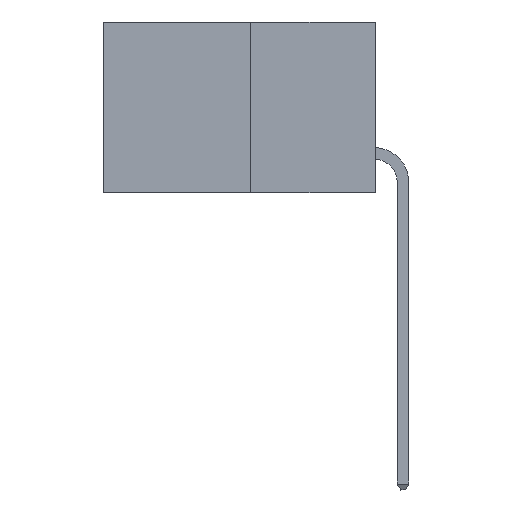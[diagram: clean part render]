
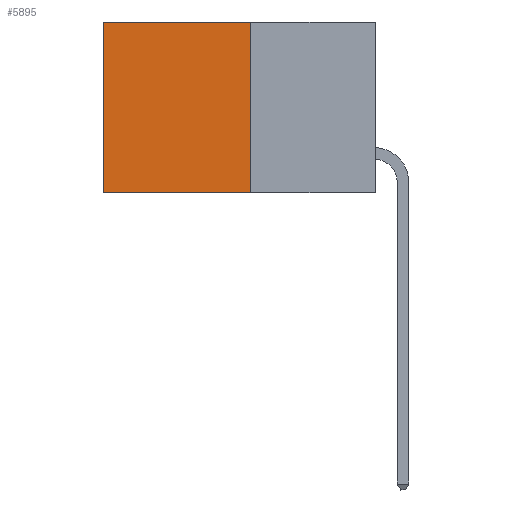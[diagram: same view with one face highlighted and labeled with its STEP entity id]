
A CAD part, left-side view. The second image highlights one B-rep face of the part: STEP entity #5895.
In plain terms, the highlighted planar face has unit normal (-1, 0, 0).
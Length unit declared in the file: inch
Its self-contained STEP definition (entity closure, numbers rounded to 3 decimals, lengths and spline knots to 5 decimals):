
#223 = DIRECTION ( 'NONE',  ( 0., 1., 0. ) ) ;
#266 = VERTEX_POINT ( 'NONE', #6032 ) ;
#316 = PLANE ( 'NONE',  #5424 ) ;
#412 = FACE_OUTER_BOUND ( 'NONE', #422, .T. ) ;
#422 = EDGE_LOOP ( 'NONE', ( #8504, #3152, #8706, #8062 ) ) ;
#579 = CARTESIAN_POINT ( 'NONE',  ( 0.277, 0.27, -0.37 ) ) ;
#1225 = CARTESIAN_POINT ( 'NONE',  ( 0.277, 0.27, -0.37 ) ) ;
#1408 = EDGE_CURVE ( 'NONE', #7470, #3616, #3426, .T. ) ;
#1521 = EDGE_CURVE ( 'NONE', #266, #9112, #2713, .T. ) ;
#1547 = DIRECTION ( 'NONE',  ( 0., 0., -1. ) ) ;
#1964 = DIRECTION ( 'NONE',  ( 1., 0., 0. ) ) ;
#2046 = DIRECTION ( 'NONE',  ( 0., 0., -1. ) ) ;
#2179 = VECTOR ( 'NONE', #223, 39.37008 ) ;
#2406 = LINE ( 'NONE', #4127, #2179 ) ;
#2713 = LINE ( 'NONE', #8866, #6419 ) ;
#3065 = CARTESIAN_POINT ( 'NONE',  ( 0.277, 0.27, -0.37 ) ) ;
#3152 = ORIENTED_EDGE ( 'NONE', *, *, #4161, .F. ) ;
#3158 = CARTESIAN_POINT ( 'NONE',  ( 0.277, 0.27, 0. ) ) ;
#3426 = LINE ( 'NONE', #3065, #8923 ) ;
#3616 = VERTEX_POINT ( 'NONE', #1225 ) ;
#3962 = CARTESIAN_POINT ( 'NONE',  ( 0.277, 0.59, -0.37 ) ) ;
#4127 = CARTESIAN_POINT ( 'NONE',  ( 0.277, 0.27, 0. ) ) ;
#4161 = EDGE_CURVE ( 'NONE', #3616, #9112, #6203, .T. ) ;
#5424 = AXIS2_PLACEMENT_3D ( 'NONE', #579, #1964, #2046 ) ;
#5895 = ADVANCED_FACE ( 'NONE', ( #412 ), #316, .F. ) ;
#6032 = CARTESIAN_POINT ( 'NONE',  ( 0.277, 0.59, 0. ) ) ;
#6203 = LINE ( 'NONE', #6615, #7883 ) ;
#6419 = VECTOR ( 'NONE', #9378, 39.37008 ) ;
#6615 = CARTESIAN_POINT ( 'NONE',  ( 0.277, 0.27, -0.37 ) ) ;
#6658 = DIRECTION ( 'NONE',  ( 0., 1., 0. ) ) ;
#7470 = VERTEX_POINT ( 'NONE', #3158 ) ;
#7883 = VECTOR ( 'NONE', #6658, 39.37008 ) ;
#8062 = ORIENTED_EDGE ( 'NONE', *, *, #8075, .T. ) ;
#8075 = EDGE_CURVE ( 'NONE', #7470, #266, #2406, .T. ) ;
#8504 = ORIENTED_EDGE ( 'NONE', *, *, #1521, .T. ) ;
#8706 = ORIENTED_EDGE ( 'NONE', *, *, #1408, .F. ) ;
#8866 = CARTESIAN_POINT ( 'NONE',  ( 0.277, 0.59, -0.37 ) ) ;
#8923 = VECTOR ( 'NONE', #1547, 39.37008 ) ;
#9112 = VERTEX_POINT ( 'NONE', #3962 ) ;
#9378 = DIRECTION ( 'NONE',  ( 0., 0., -1. ) ) ;
